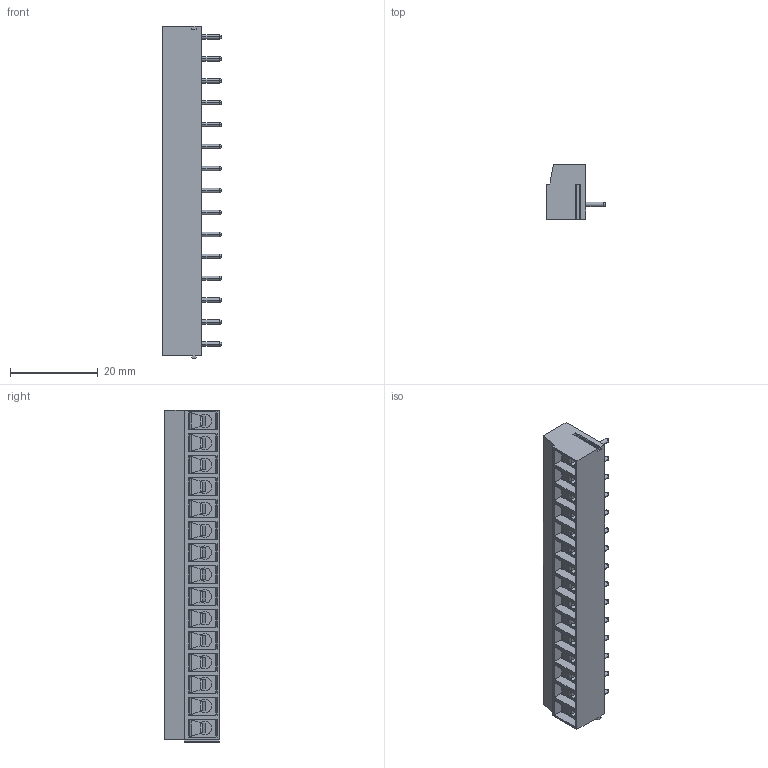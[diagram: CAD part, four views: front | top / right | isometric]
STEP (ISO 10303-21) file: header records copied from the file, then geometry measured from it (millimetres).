
FILE_DESCRIPTION((''),'2;1');
FILE_NAME('TL200V-XXP-XS','2024-10-19T',('yanfa'),(''),'PRO/ENGINEER BY PARAMETRIC TECHNOLOGY CORPORATION, 2009280','PRO/ENGINEER BY PARAMETRIC TECHNOLOGY CORPORATION, 2009280','');
FILE_SCHEMA(('AUTOMOTIVE_DESIGN_CC2 { 1 2 10303 214 -1 1 5 2 }'));
Length unit declared in the file: millimetre
Products named in the file (1): TL200V-XXP-XS
Bounding box: 13.5 x 12.5 x 75.68 mm (x, y, z)
Volume: 6521.2 mm3; surface area: 6421.5 mm2
Topology: 1 solids, 1 shells, 984 faces, 2526 edges, 1589 vertices
Faces by surface type: plane 511, cylinder 293, extrusion 60, cone 60, torus 30, sphere 30
Entity records: 30227 total; most frequent: CARTESIAN_POINT 6550, ORIENTED_EDGE 4992, DIRECTION 4780, EDGE_CURVE 2496, AXIS2_PLACEMENT_3D 1630, VERTEX_POINT 1589, VECTOR 1520, LINE 1460
